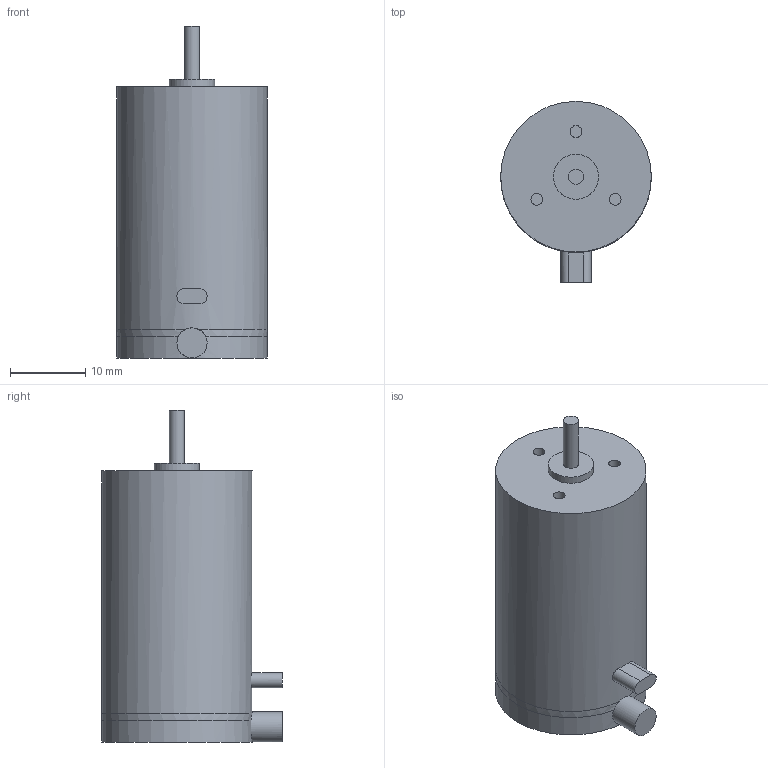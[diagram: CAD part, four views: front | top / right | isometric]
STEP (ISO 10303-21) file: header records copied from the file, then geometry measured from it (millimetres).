
FILE_DESCRIPTION((''),'2;1');
FILE_NAME('2036UxxxB.stp','2013-04-08T16:03:38',('sari'),(''),'Autodesk Inventor 2012','Autodesk Inventor 2012','');
FILE_SCHEMA(('AUTOMOTIVE_DESIGN { 1 0 10303 214 1 1 1 1 }'));
Length unit declared in the file: millimetre
Products named in the file (1): 2036UxxxB
Bounding box: 20 x 24 x 44.1 mm (x, y, z)
Volume: 11425.7 mm3; surface area: 3084.2 mm2
Topology: 1 solids, 1 shells, 22 faces, 41 edges, 27 vertices
Faces by surface type: plane 11, cylinder 11
Full cylindrical faces by diameter (mm): 1.567 x3, 2 x1, 4 x1, 6 x1, 20 x2
Entity records: 607 total; most frequent: CARTESIAN_POINT 161, DIRECTION 90, ORIENTED_EDGE 64, AXIS2_PLACEMENT_3D 42, EDGE_LOOP 35, EDGE_CURVE 32, VERTEX_POINT 25, FACE_OUTER_BOUND 22
